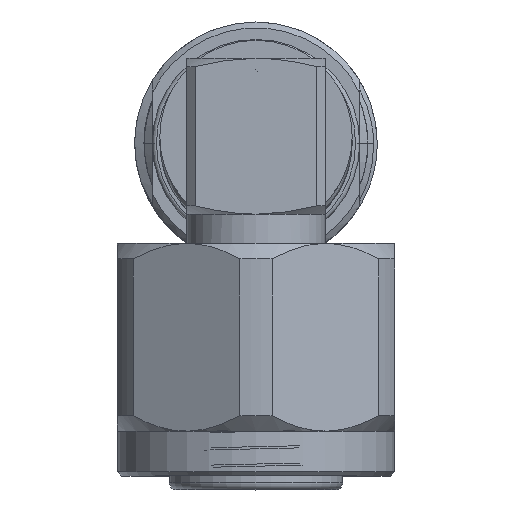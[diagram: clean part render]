
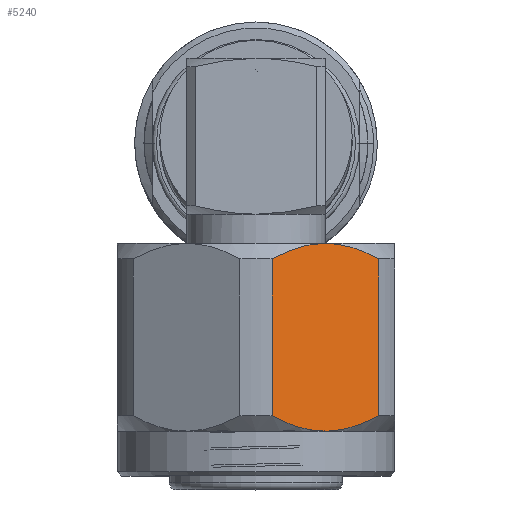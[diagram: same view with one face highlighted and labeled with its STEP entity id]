
A CAD part, top view. The second image highlights one B-rep face of the part: STEP entity #5240.
In plain terms, the highlighted face is planar.
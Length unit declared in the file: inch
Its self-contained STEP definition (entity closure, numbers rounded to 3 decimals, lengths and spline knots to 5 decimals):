
#239 = B_SPLINE_CURVE_WITH_KNOTS ( 'NONE', 3,
 ( #11341, #4830, #6139, #10478, #2858, #12683, #824, #8391, #6176, #6089, #13724, #6231, #1925, #869 ),
 .UNSPECIFIED., .F., .F.,
 ( 4, 2, 2, 2, 2, 2, 4 ),
 ( 0., 0.00184, 0.00275, 0.00367, 0.00459, 0.0055, 0.00734 ),
 .UNSPECIFIED. ) ;
#541 = CARTESIAN_POINT ( 'NONE',  ( -0.6352, 0.20299, 0.27833 ) ) ;
#630 = CARTESIAN_POINT ( 'NONE',  ( -0.65456, 0.22517, 0.23991 ) ) ;
#824 = CARTESIAN_POINT ( 'NONE',  ( -0.2436, 0.27882, 0.14699 ) ) ;
#869 = CARTESIAN_POINT ( 'NONE',  ( -0.27879, 0.20299, 0.27833 ) ) ;
#951 = VERTEX_POINT ( 'NONE', #541 ) ;
#1053 = B_SPLINE_CURVE_WITH_KNOTS ( 'NONE', 3,
 ( #10330, #2709, #630, #1728, #9091, #2608, #4856, #4948, #10192, #12388, #12433, #11272, #11415, #8182 ),
 .UNSPECIFIED., .F., .F.,
 ( 4, 2, 2, 2, 2, 2, 4 ),
 ( 0., 0.00184, 0.00275, 0.00367, 0.00459, 0.0055, 0.00734 ),
 .UNSPECIFIED. ) ;
#1368 = ORIENTED_EDGE ( 'NONE', *, *, #2210, .T. ) ;
#1728 = CARTESIAN_POINT ( 'NONE',  ( -0.66382, 0.24265, 0.20963 ) ) ;
#1925 = CARTESIAN_POINT ( 'NONE',  ( -0.26821, 0.21395, 0.25934 ) ) ;
#1959 = VERTEX_POINT ( 'NONE', #3024 ) ;
#2003 = FACE_OUTER_BOUND ( 'NONE', #3772, .T. ) ;
#2210 = EDGE_CURVE ( 'NONE', #951, #12766, #5222, .T. ) ;
#2608 = CARTESIAN_POINT ( 'NONE',  ( -0.66955, 0.26068, 0.17841 ) ) ;
#2670 = DIRECTION ( 'NONE',  ( 0., -0.5, 0.866 ) ) ;
#2709 = CARTESIAN_POINT ( 'NONE',  ( -0.64577, 0.21394, 0.25936 ) ) ;
#2858 = CARTESIAN_POINT ( 'NONE',  ( -0.24772, 0.29693, 0.11563 ) ) ;
#3024 = CARTESIAN_POINT ( 'NONE',  ( -0.27879, 0.34253, 0.03663 ) ) ;
#3772 = EDGE_LOOP ( 'NONE', ( #1368, #5169, #8250, #13876 ) ) ;
#3805 = CARTESIAN_POINT ( 'NONE',  ( -0.6352, 0.34253, 0.03663 ) ) ;
#4818 = DIRECTION ( 'NONE',  ( 0., 0.866, 0.5 ) ) ;
#4830 = CARTESIAN_POINT ( 'NONE',  ( -0.26822, 0.33159, 0.0556 ) ) ;
#4856 = CARTESIAN_POINT ( 'NONE',  ( -0.67038, 0.26671, 0.16797 ) ) ;
#4948 = CARTESIAN_POINT ( 'NONE',  ( -0.67039, 0.27873, 0.14714 ) ) ;
#5041 = CARTESIAN_POINT ( 'NONE',  ( -0.27879, 0.20299, 0.27833 ) ) ;
#5043 = EDGE_CURVE ( 'NONE', #1959, #9747, #11977, .T. ) ;
#5169 = ORIENTED_EDGE ( 'NONE', *, *, #6969, .F. ) ;
#5222 = LINE ( 'NONE', #10042, #7623 ) ;
#5240 = ADVANCED_FACE ( 'NONE', ( #2003 ), #6078, .T. ) ;
#5283 = DIRECTION ( 'NONE',  ( -1., 0., 0. ) ) ;
#6078 = PLANE ( 'NONE',  #12261 ) ;
#6089 = CARTESIAN_POINT ( 'NONE',  ( -0.24765, 0.24882, 0.19896 ) ) ;
#6139 = CARTESIAN_POINT ( 'NONE',  ( -0.25943, 0.32035, 0.07505 ) ) ;
#6176 = CARTESIAN_POINT ( 'NONE',  ( -0.24442, 0.26079, 0.17821 ) ) ;
#6231 = CARTESIAN_POINT ( 'NONE',  ( -0.25938, 0.22522, 0.23983 ) ) ;
#6969 = EDGE_CURVE ( 'NONE', #1959, #12766, #239, .T. ) ;
#7623 = VECTOR ( 'NONE', #13283, 39.37008 ) ;
#8182 = CARTESIAN_POINT ( 'NONE',  ( -0.6352, 0.34253, 0.03663 ) ) ;
#8250 = ORIENTED_EDGE ( 'NONE', *, *, #5043, .T. ) ;
#8391 = CARTESIAN_POINT ( 'NONE',  ( -0.2436, 0.2668, 0.16782 ) ) ;
#9091 = CARTESIAN_POINT ( 'NONE',  ( -0.66626, 0.2486, 0.19933 ) ) ;
#9193 = CARTESIAN_POINT ( 'NONE',  ( -0.78348, 0.36369, 0. ) ) ;
#9236 = EDGE_CURVE ( 'NONE', #951, #9747, #1053, .T. ) ;
#9747 = VERTEX_POINT ( 'NONE', #3805 ) ;
#10042 = CARTESIAN_POINT ( 'NONE',  ( 0.73088, 0.20299, 0.27833 ) ) ;
#10192 = CARTESIAN_POINT ( 'NONE',  ( -0.66957, 0.28473, 0.13675 ) ) ;
#10330 = CARTESIAN_POINT ( 'NONE',  ( -0.6352, 0.20299, 0.27833 ) ) ;
#10478 = CARTESIAN_POINT ( 'NONE',  ( -0.25016, 0.30287, 0.10533 ) ) ;
#10661 = CARTESIAN_POINT ( 'NONE',  ( 0.73088, 0.34253, 0.03663 ) ) ;
#11272 = CARTESIAN_POINT ( 'NONE',  ( -0.6546, 0.32031, 0.07513 ) ) ;
#11341 = CARTESIAN_POINT ( 'NONE',  ( -0.27879, 0.34253, 0.03663 ) ) ;
#11415 = CARTESIAN_POINT ( 'NONE',  ( -0.64578, 0.33157, 0.05562 ) ) ;
#11977 = LINE ( 'NONE', #10661, #12475 ) ;
#12261 = AXIS2_PLACEMENT_3D ( 'NONE', #9193, #4818, #2670 ) ;
#12388 = CARTESIAN_POINT ( 'NONE',  ( -0.66633, 0.29671, 0.116 ) ) ;
#12433 = CARTESIAN_POINT ( 'NONE',  ( -0.6639, 0.30272, 0.1056 ) ) ;
#12475 = VECTOR ( 'NONE', #5283, 39.37008 ) ;
#12683 = CARTESIAN_POINT ( 'NONE',  ( -0.24443, 0.28485, 0.13655 ) ) ;
#12766 = VERTEX_POINT ( 'NONE', #5041 ) ;
#13283 = DIRECTION ( 'NONE',  ( 1., 0., 0. ) ) ;
#13724 = CARTESIAN_POINT ( 'NONE',  ( -0.25009, 0.24281, 0.20936 ) ) ;
#13876 = ORIENTED_EDGE ( 'NONE', *, *, #9236, .F. ) ;
